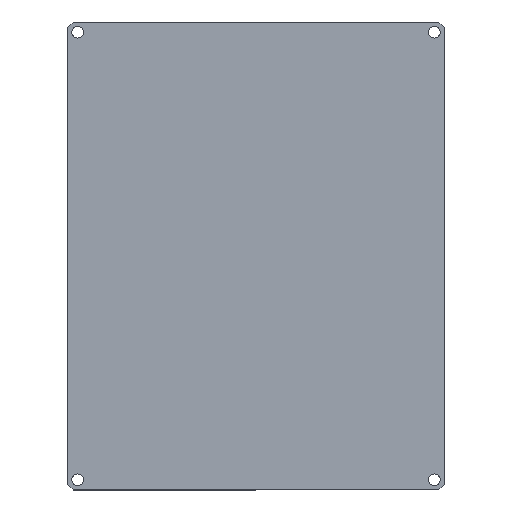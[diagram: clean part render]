
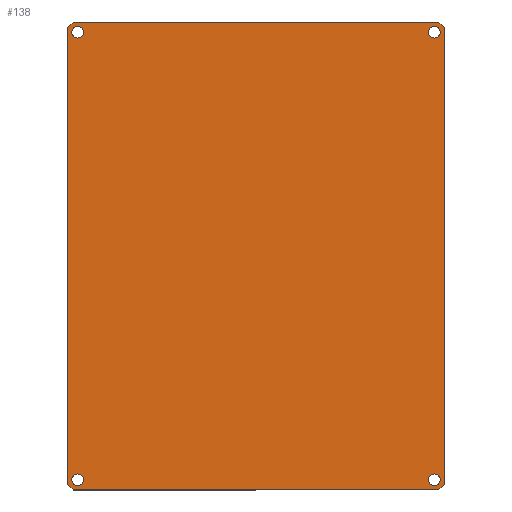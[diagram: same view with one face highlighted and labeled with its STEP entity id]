
A CAD part, top view. The second image highlights one B-rep face of the part: STEP entity #138.
In plain terms, the highlighted planar face has unit normal (0, 0, 1).
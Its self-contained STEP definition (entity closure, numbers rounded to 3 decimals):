
#1 = VECTOR ( 'NONE', #90, 1000. ) ;
#3 = VERTEX_POINT ( 'NONE', #118 ) ;
#5 = CARTESIAN_POINT ( 'NONE',  ( -97.6, -122.4, 2. ) ) ;
#6 = VERTEX_POINT ( 'NONE', #458 ) ;
#13 = EDGE_CURVE ( 'NONE', #414, #3, #405, .T. ) ;
#15 = VERTEX_POINT ( 'NONE', #553 ) ;
#17 = CARTESIAN_POINT ( 'NONE',  ( 100., -128., 2. ) ) ;
#18 = CARTESIAN_POINT ( 'NONE',  ( 228., 0., 2. ) ) ;
#26 = ORIENTED_EDGE ( 'NONE', *, *, #87, .T. ) ;
#27 = LINE ( 'NONE', #438, #1 ) ;
#34 = DIRECTION ( 'NONE',  ( -0.707, 0.707, 0. ) ) ;
#37 = CARTESIAN_POINT ( 'NONE',  ( -100.775, 122.4, 2. ) ) ;
#41 = CARTESIAN_POINT ( 'NONE',  ( 97.6, -122.4, 2. ) ) ;
#45 = EDGE_CURVE ( 'NONE', #127, #436, #430, .T. ) ;
#49 = DIRECTION ( 'NONE',  ( 1., 0., 0. ) ) ;
#58 = CARTESIAN_POINT ( 'NONE',  ( -100., -128., 2. ) ) ;
#63 = CARTESIAN_POINT ( 'NONE',  ( 103., -125., 2. ) ) ;
#65 = CARTESIAN_POINT ( 'NONE',  ( -103., -125., 2. ) ) ;
#71 = CARTESIAN_POINT ( 'NONE',  ( 94.425, -122.4, 2. ) ) ;
#74 = CIRCLE ( 'NONE', #420, 3.175 ) ;
#75 = ORIENTED_EDGE ( 'NONE', *, *, #45, .T. ) ;
#83 = VERTEX_POINT ( 'NONE', #528 ) ;
#84 = VECTOR ( 'NONE', #157, 1000. ) ;
#86 = CARTESIAN_POINT ( 'NONE',  ( 94.425, 122.4, 2. ) ) ;
#87 = EDGE_CURVE ( 'NONE', #328, #127, #512, .T. ) ;
#90 = DIRECTION ( 'NONE',  ( -0.707, -0.707, 0. ) ) ;
#92 = LINE ( 'NONE', #340, #116 ) ;
#104 = LINE ( 'NONE', #203, #222 ) ;
#108 = DIRECTION ( 'NONE',  ( 0., 0., 1. ) ) ;
#111 = PLANE ( 'NONE',  #192 ) ;
#115 = AXIS2_PLACEMENT_3D ( 'NONE', #507, #108, #165 ) ;
#116 = VECTOR ( 'NONE', #380, 1000. ) ;
#118 = CARTESIAN_POINT ( 'NONE',  ( -100.775, -122.4, 2. ) ) ;
#125 = CARTESIAN_POINT ( 'NONE',  ( -97.6, -122.4, 2. ) ) ;
#127 = VERTEX_POINT ( 'NONE', #65 ) ;
#128 = ORIENTED_EDGE ( 'NONE', *, *, #13, .F. ) ;
#133 = ORIENTED_EDGE ( 'NONE', *, *, #617, .T. ) ;
#138 = ADVANCED_FACE ( 'NONE', ( #236, #193, #218, #604, #478 ), #111, .F. ) ;
#144 = VERTEX_POINT ( 'NONE', #71 ) ;
#153 = EDGE_LOOP ( 'NONE', ( #536, #298 ) ) ;
#154 = EDGE_CURVE ( 'NONE', #204, #610, #320, .T. ) ;
#156 = VECTOR ( 'NONE', #574, 1000. ) ;
#157 = DIRECTION ( 'NONE',  ( 0.707, 0.707, 0. ) ) ;
#165 = DIRECTION ( 'NONE',  ( 1., 0., 0. ) ) ;
#169 = LINE ( 'NONE', #17, #388 ) ;
#173 = CARTESIAN_POINT ( 'NONE',  ( 100., 128., 2. ) ) ;
#175 = AXIS2_PLACEMENT_3D ( 'NONE', #41, #375, #49 ) ;
#176 = AXIS2_PLACEMENT_3D ( 'NONE', #198, #440, #503 ) ;
#185 = EDGE_CURVE ( 'NONE', #314, #421, #92, .T. ) ;
#187 = DIRECTION ( 'NONE',  ( 1., 0., 0. ) ) ;
#192 = AXIS2_PLACEMENT_3D ( 'NONE', #18, #501, #410 ) ;
#193 = FACE_BOUND ( 'NONE', #153, .T. ) ;
#194 = CARTESIAN_POINT ( 'NONE',  ( -103., -125., 2. ) ) ;
#198 = CARTESIAN_POINT ( 'NONE',  ( 97.6, -122.4, 2. ) ) ;
#199 = EDGE_CURVE ( 'NONE', #83, #144, #396, .T. ) ;
#200 = EDGE_LOOP ( 'NONE', ( #133, #395, #370, #26, #75, #276, #341, #394 ) ) ;
#201 = ORIENTED_EDGE ( 'NONE', *, *, #154, .F. ) ;
#202 = CIRCLE ( 'NONE', #176, 3.175 ) ;
#203 = CARTESIAN_POINT ( 'NONE',  ( 103., 125., 2. ) ) ;
#204 = VERTEX_POINT ( 'NONE', #481 ) ;
#206 = DIRECTION ( 'NONE',  ( 1., 0., 0. ) ) ;
#209 = CARTESIAN_POINT ( 'NONE',  ( 97.6, 122.4, 2. ) ) ;
#214 = AXIS2_PLACEMENT_3D ( 'NONE', #570, #476, #187 ) ;
#218 = FACE_OUTER_BOUND ( 'NONE', #200, .T. ) ;
#221 = EDGE_CURVE ( 'NONE', #6, #591, #269, .T. ) ;
#222 = VECTOR ( 'NONE', #446, 1000. ) ;
#229 = EDGE_CURVE ( 'NONE', #421, #328, #27, .T. ) ;
#233 = ORIENTED_EDGE ( 'NONE', *, *, #573, .F. ) ;
#236 = FACE_BOUND ( 'NONE', #514, .T. ) ;
#246 = CARTESIAN_POINT ( 'NONE',  ( -103., 125., 2. ) ) ;
#248 = CARTESIAN_POINT ( 'NONE',  ( -97.6, 122.4, 2. ) ) ;
#269 = CIRCLE ( 'NONE', #214, 3.175 ) ;
#274 = DIRECTION ( 'NONE',  ( 0., 0., 1. ) ) ;
#276 = ORIENTED_EDGE ( 'NONE', *, *, #554, .T. ) ;
#288 = AXIS2_PLACEMENT_3D ( 'NONE', #125, #274, #319 ) ;
#298 = ORIENTED_EDGE ( 'NONE', *, *, #221, .F. ) ;
#314 = VERTEX_POINT ( 'NONE', #575 ) ;
#319 = DIRECTION ( 'NONE',  ( 1., 0., 0. ) ) ;
#320 = CIRCLE ( 'NONE', #115, 3.175 ) ;
#322 = AXIS2_PLACEMENT_3D ( 'NONE', #248, #493, #449 ) ;
#328 = VERTEX_POINT ( 'NONE', #246 ) ;
#340 = CARTESIAN_POINT ( 'NONE',  ( -100., 128., 2. ) ) ;
#341 = ORIENTED_EDGE ( 'NONE', *, *, #358, .T. ) ;
#348 = CARTESIAN_POINT ( 'NONE',  ( 103., -125., 2. ) ) ;
#352 = DIRECTION ( 'NONE',  ( 1., 0., 0. ) ) ;
#358 = EDGE_CURVE ( 'NONE', #15, #504, #555, .T. ) ;
#361 = ORIENTED_EDGE ( 'NONE', *, *, #447, .F. ) ;
#370 = ORIENTED_EDGE ( 'NONE', *, *, #229, .T. ) ;
#375 = DIRECTION ( 'NONE',  ( 0., 0., 1. ) ) ;
#379 = VECTOR ( 'NONE', #629, 1000. ) ;
#380 = DIRECTION ( 'NONE',  ( -1., 0., 0. ) ) ;
#381 = EDGE_CURVE ( 'NONE', #591, #6, #583, .T. ) ;
#388 = VECTOR ( 'NONE', #352, 1000. ) ;
#394 = ORIENTED_EDGE ( 'NONE', *, *, #459, .T. ) ;
#395 = ORIENTED_EDGE ( 'NONE', *, *, #185, .T. ) ;
#396 = CIRCLE ( 'NONE', #175, 3.175 ) ;
#399 = DIRECTION ( 'NONE',  ( 0., 0., 1. ) ) ;
#400 = CARTESIAN_POINT ( 'NONE',  ( -100., 128., 2. ) ) ;
#403 = ORIENTED_EDGE ( 'NONE', *, *, #417, .F. ) ;
#405 = CIRCLE ( 'NONE', #288, 3.175 ) ;
#408 = VECTOR ( 'NONE', #34, 1000. ) ;
#410 = DIRECTION ( 'NONE',  ( -1., 0., 0. ) ) ;
#414 = VERTEX_POINT ( 'NONE', #594 ) ;
#417 = EDGE_CURVE ( 'NONE', #610, #204, #592, .T. ) ;
#420 = AXIS2_PLACEMENT_3D ( 'NONE', #5, #492, #206 ) ;
#421 = VERTEX_POINT ( 'NONE', #400 ) ;
#430 = LINE ( 'NONE', #625, #156 ) ;
#436 = VERTEX_POINT ( 'NONE', #58 ) ;
#438 = CARTESIAN_POINT ( 'NONE',  ( -103., 125., 2. ) ) ;
#440 = DIRECTION ( 'NONE',  ( 0., 0., 1. ) ) ;
#442 = DIRECTION ( 'NONE',  ( 1., 0., 0. ) ) ;
#446 = DIRECTION ( 'NONE',  ( 0., 1., 0. ) ) ;
#447 = EDGE_CURVE ( 'NONE', #3, #414, #74, .T. ) ;
#449 = DIRECTION ( 'NONE',  ( 1., 0., 0. ) ) ;
#458 = CARTESIAN_POINT ( 'NONE',  ( -94.425, 122.4, 2. ) ) ;
#459 = EDGE_CURVE ( 'NONE', #504, #620, #104, .T. ) ;
#476 = DIRECTION ( 'NONE',  ( 0., 0., 1. ) ) ;
#478 = FACE_BOUND ( 'NONE', #497, .T. ) ;
#481 = CARTESIAN_POINT ( 'NONE',  ( 100.775, 122.4, 2. ) ) ;
#492 = DIRECTION ( 'NONE',  ( 0., 0., 1. ) ) ;
#493 = DIRECTION ( 'NONE',  ( 0., 0., 1. ) ) ;
#497 = EDGE_LOOP ( 'NONE', ( #361, #128 ) ) ;
#501 = DIRECTION ( 'NONE',  ( 0., 0., -1. ) ) ;
#503 = DIRECTION ( 'NONE',  ( 1., 0., 0. ) ) ;
#504 = VERTEX_POINT ( 'NONE', #348 ) ;
#507 = CARTESIAN_POINT ( 'NONE',  ( 97.6, 122.4, 2. ) ) ;
#512 = LINE ( 'NONE', #194, #379 ) ;
#514 = EDGE_LOOP ( 'NONE', ( #233, #622 ) ) ;
#515 = AXIS2_PLACEMENT_3D ( 'NONE', #209, #399, #442 ) ;
#528 = CARTESIAN_POINT ( 'NONE',  ( 100.775, -122.4, 2. ) ) ;
#535 = LINE ( 'NONE', #173, #408 ) ;
#536 = ORIENTED_EDGE ( 'NONE', *, *, #381, .F. ) ;
#553 = CARTESIAN_POINT ( 'NONE',  ( 100., -128., 2. ) ) ;
#554 = EDGE_CURVE ( 'NONE', #436, #15, #169, .T. ) ;
#555 = LINE ( 'NONE', #63, #84 ) ;
#558 = CARTESIAN_POINT ( 'NONE',  ( 103., 125., 2. ) ) ;
#570 = CARTESIAN_POINT ( 'NONE',  ( -97.6, 122.4, 2. ) ) ;
#573 = EDGE_CURVE ( 'NONE', #144, #83, #202, .T. ) ;
#574 = DIRECTION ( 'NONE',  ( 0.707, -0.707, 0. ) ) ;
#575 = CARTESIAN_POINT ( 'NONE',  ( 100., 128., 2. ) ) ;
#583 = CIRCLE ( 'NONE', #322, 3.175 ) ;
#588 = EDGE_LOOP ( 'NONE', ( #403, #201 ) ) ;
#591 = VERTEX_POINT ( 'NONE', #37 ) ;
#592 = CIRCLE ( 'NONE', #515, 3.175 ) ;
#594 = CARTESIAN_POINT ( 'NONE',  ( -94.425, -122.4, 2. ) ) ;
#604 = FACE_BOUND ( 'NONE', #588, .T. ) ;
#610 = VERTEX_POINT ( 'NONE', #86 ) ;
#617 = EDGE_CURVE ( 'NONE', #620, #314, #535, .T. ) ;
#620 = VERTEX_POINT ( 'NONE', #558 ) ;
#622 = ORIENTED_EDGE ( 'NONE', *, *, #199, .F. ) ;
#625 = CARTESIAN_POINT ( 'NONE',  ( -100., -128., 2. ) ) ;
#629 = DIRECTION ( 'NONE',  ( 0., -1., 0. ) ) ;
